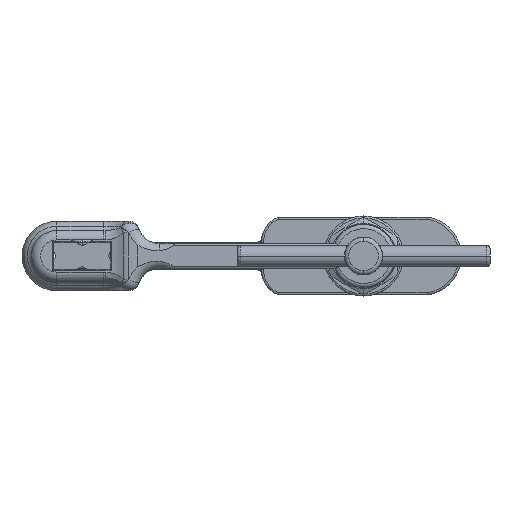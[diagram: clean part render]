
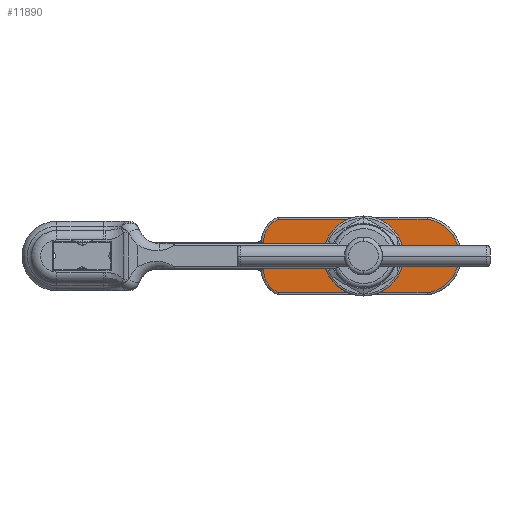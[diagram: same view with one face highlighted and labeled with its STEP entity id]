
A CAD part, front view. The second image highlights one B-rep face of the part: STEP entity #11890.
In plain terms, the highlighted planar face has unit normal (0, -1, 0).
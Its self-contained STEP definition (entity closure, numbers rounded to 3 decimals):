
#584 = CIRCLE ( 'NONE', #13564, 12.037 ) ;
#715 = CARTESIAN_POINT ( 'NONE',  ( 93.284, 387.5, -17.5 ) ) ;
#1231 = LINE ( 'NONE', #3040, #17100 ) ;
#1591 = ORIENTED_EDGE ( 'NONE', *, *, #2460, .T. ) ;
#1593 = CARTESIAN_POINT ( 'NONE',  ( 98.037, 387.5, -6.441 ) ) ;
#1642 = DIRECTION ( 'NONE',  ( 0., 0., -1. ) ) ;
#1655 = PLANE ( 'NONE',  #11651 ) ;
#2309 = CIRCLE ( 'NONE', #5976, 17.674 ) ;
#2460 = EDGE_CURVE ( 'NONE', #6708, #2716, #15122, .T. ) ;
#2693 = CARTESIAN_POINT ( 'NONE',  ( 163.624, 387.5, -17.5 ) ) ;
#2702 = VERTEX_POINT ( 'NONE', #5158 ) ;
#2716 = VERTEX_POINT ( 'NONE', #13338 ) ;
#2956 = DIRECTION ( 'NONE',  ( 1., 0., 0. ) ) ;
#2965 = DIRECTION ( 'NONE',  ( -1., 0., 0. ) ) ;
#3040 = CARTESIAN_POINT ( 'NONE',  ( 98.037, 387.5, -17.5 ) ) ;
#3505 = EDGE_CURVE ( 'NONE', #16892, #14045, #584, .T. ) ;
#4287 = CARTESIAN_POINT ( 'NONE',  ( 98.037, 387.5, -6.441 ) ) ;
#4375 = CIRCLE ( 'NONE', #6816, 12.037 ) ;
#4770 = ORIENTED_EDGE ( 'NONE', *, *, #12494, .T. ) ;
#4856 = FACE_OUTER_BOUND ( 'NONE', #12134, .T. ) ;
#5158 = CARTESIAN_POINT ( 'NONE',  ( 86., 387.5, 6.498 ) ) ;
#5738 = DIRECTION ( 'NONE',  ( 1., 0., 0. ) ) ;
#5976 = AXIS2_PLACEMENT_3D ( 'NONE', #9438, #16377, #14995 ) ;
#6675 = CARTESIAN_POINT ( 'NONE',  ( 161.148, 387.5, 0. ) ) ;
#6708 = VERTEX_POINT ( 'NONE', #16580 ) ;
#6816 = AXIS2_PLACEMENT_3D ( 'NONE', #15400, #11383, #12719 ) ;
#7737 = EDGE_CURVE ( 'NONE', #16648, #6708, #2309, .T. ) ;
#8075 = DIRECTION ( 'NONE',  ( 0., -1., 0. ) ) ;
#8431 = VECTOR ( 'NONE', #1642, 1000. ) ;
#8738 = AXIS2_PLACEMENT_3D ( 'NONE', #6675, #8075, #12256 ) ;
#9438 = CARTESIAN_POINT ( 'NONE',  ( 161.148, 387.5, 0. ) ) ;
#10057 = DIRECTION ( 'NONE',  ( 0., -1., 0. ) ) ;
#10446 = EDGE_CURVE ( 'NONE', #12414, #16648, #17153, .T. ) ;
#11191 = DIRECTION ( 'NONE',  ( 0., -1., 0. ) ) ;
#11244 = ORIENTED_EDGE ( 'NONE', *, *, #10446, .T. ) ;
#11301 = CARTESIAN_POINT ( 'NONE',  ( 178.823, 387.5, 0. ) ) ;
#11383 = DIRECTION ( 'NONE',  ( 0., -1., 0. ) ) ;
#11651 = AXIS2_PLACEMENT_3D ( 'NONE', #1593, #11191, #2956 ) ;
#11890 = ADVANCED_FACE ( 'NONE', ( #4856 ), #1655, .T. ) ;
#12134 = EDGE_LOOP ( 'NONE', ( #14355, #17746, #12985, #4770, #11244, #12145, #1591 ) ) ;
#12145 = ORIENTED_EDGE ( 'NONE', *, *, #7737, .T. ) ;
#12256 = DIRECTION ( 'NONE',  ( 1., 0., 0. ) ) ;
#12414 = VERTEX_POINT ( 'NONE', #2693 ) ;
#12494 = EDGE_CURVE ( 'NONE', #14045, #12414, #1231, .T. ) ;
#12587 = CARTESIAN_POINT ( 'NONE',  ( 86., 387.5, -6.441 ) ) ;
#12606 = CARTESIAN_POINT ( 'NONE',  ( 98.037, 387.5, 17.5 ) ) ;
#12719 = DIRECTION ( 'NONE',  ( 1., 0., 0. ) ) ;
#12985 = ORIENTED_EDGE ( 'NONE', *, *, #3505, .T. ) ;
#13338 = CARTESIAN_POINT ( 'NONE',  ( 93.284, 387.5, 17.5 ) ) ;
#13564 = AXIS2_PLACEMENT_3D ( 'NONE', #4287, #10057, #13945 ) ;
#13945 = DIRECTION ( 'NONE',  ( 1., 0., 0. ) ) ;
#14000 = EDGE_CURVE ( 'NONE', #2716, #2702, #4375, .T. ) ;
#14014 = VECTOR ( 'NONE', #2965, 1000. ) ;
#14045 = VERTEX_POINT ( 'NONE', #715 ) ;
#14355 = ORIENTED_EDGE ( 'NONE', *, *, #14000, .T. ) ;
#14889 = CARTESIAN_POINT ( 'NONE',  ( 86., 387.5, -6.498 ) ) ;
#14909 = EDGE_CURVE ( 'NONE', #2702, #16892, #15786, .T. ) ;
#14995 = DIRECTION ( 'NONE',  ( 1., 0., 0. ) ) ;
#15122 = LINE ( 'NONE', #12606, #14014 ) ;
#15400 = CARTESIAN_POINT ( 'NONE',  ( 98.037, 387.5, 6.441 ) ) ;
#15786 = LINE ( 'NONE', #12587, #8431 ) ;
#16377 = DIRECTION ( 'NONE',  ( 0., -1., 0. ) ) ;
#16580 = CARTESIAN_POINT ( 'NONE',  ( 163.624, 387.5, 17.5 ) ) ;
#16648 = VERTEX_POINT ( 'NONE', #11301 ) ;
#16892 = VERTEX_POINT ( 'NONE', #14889 ) ;
#17100 = VECTOR ( 'NONE', #5738, 1000. ) ;
#17153 = CIRCLE ( 'NONE', #8738, 17.674 ) ;
#17746 = ORIENTED_EDGE ( 'NONE', *, *, #14909, .T. ) ;
